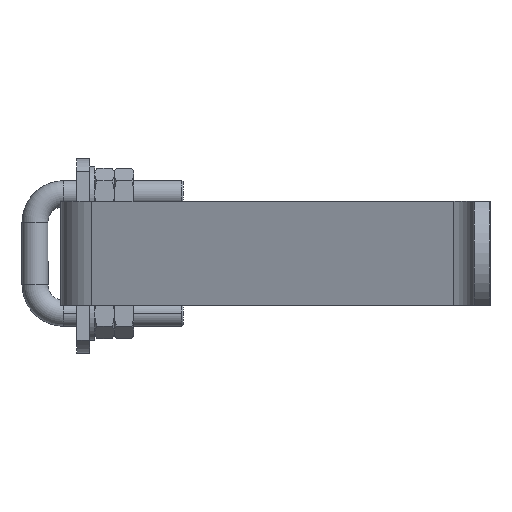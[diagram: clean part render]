
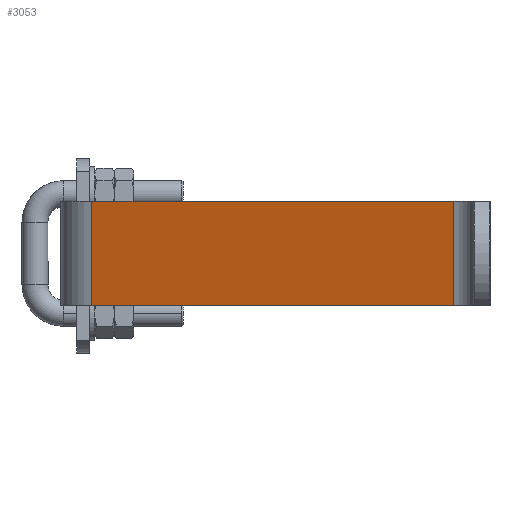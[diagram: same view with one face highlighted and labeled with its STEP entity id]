
A CAD part, left-side view. The second image highlights one B-rep face of the part: STEP entity #3053.
In plain terms, the highlighted planar face has unit normal (-0.941, 0.34, 0).
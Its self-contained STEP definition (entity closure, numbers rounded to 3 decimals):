
#196 = VECTOR ( 'NONE', #215, 1000. ) ;
#197 = CARTESIAN_POINT ( 'NONE',  ( -26.929, -5.884, -20. ) ) ;
#200 = LINE ( 'NONE', #197, #196 ) ;
#205 = CARTESIAN_POINT ( 'NONE',  ( -26.929, -5.884, -20. ) ) ;
#215 = DIRECTION ( 'NONE',  ( -0.34, -0.94, 0. ) ) ;
#326 = CARTESIAN_POINT ( 'NONE',  ( -77.219, -145.078, -20. ) ) ;
#417 = DIRECTION ( 'NONE',  ( -0.34, -0.94, 0. ) ) ;
#418 = VECTOR ( 'NONE', #417, 1000. ) ;
#419 = CARTESIAN_POINT ( 'NONE',  ( -26.929, -5.884, 20. ) ) ;
#420 = LINE ( 'NONE', #419, #418 ) ;
#479 = LINE ( 'NONE', #530, #529 ) ;
#480 = DIRECTION ( 'NONE',  ( 0.34, 0.94, 0. ) ) ;
#481 = DIRECTION ( 'NONE',  ( 0.94, -0.34, 0. ) ) ;
#482 = CARTESIAN_POINT ( 'NONE',  ( -26.929, -5.884, 20. ) ) ;
#483 = AXIS2_PLACEMENT_3D ( 'NONE', #482, #481, #480 ) ;
#484 = PLANE ( 'NONE',  #483 ) ;
#517 = DIRECTION ( 'NONE',  ( 0., 0., 1. ) ) ;
#518 = VECTOR ( 'NONE', #517, 1000. ) ;
#519 = CARTESIAN_POINT ( 'NONE',  ( -77.219, -145.078, 20. ) ) ;
#520 = LINE ( 'NONE', #519, #518 ) ;
#528 = DIRECTION ( 'NONE',  ( 0., 0., 1. ) ) ;
#529 = VECTOR ( 'NONE', #528, 1000. ) ;
#530 = CARTESIAN_POINT ( 'NONE',  ( -26.929, -5.884, 20. ) ) ;
#574 = CARTESIAN_POINT ( 'NONE',  ( -26.929, -5.884, 20. ) ) ;
#598 = FACE_OUTER_BOUND ( 'NONE', #3054, .T. ) ;
#2874 = EDGE_CURVE ( 'NONE', #2880, #2991, #200, .T. ) ;
#2880 = VERTEX_POINT ( 'NONE', #205 ) ;
#2991 = VERTEX_POINT ( 'NONE', #326 ) ;
#3017 = EDGE_CURVE ( 'NONE', #3022, #3188, #420, .T. ) ;
#3022 = VERTEX_POINT ( 'NONE', #574 ) ;
#3029 = ORIENTED_EDGE ( 'NONE', *, *, #2874, .T. ) ;
#3030 = ORIENTED_EDGE ( 'NONE', *, *, #3084, .T. ) ;
#3031 = ORIENTED_EDGE ( 'NONE', *, *, #3017, .F. ) ;
#3053 = ADVANCED_FACE ( 'NONE', ( #598 ), #484, .F. ) ;
#3054 = EDGE_LOOP ( 'NONE', ( #3055, #3029, #3030, #3031 ) ) ;
#3055 = ORIENTED_EDGE ( 'NONE', *, *, #3056, .F. ) ;
#3056 = EDGE_CURVE ( 'NONE', #2880, #3022, #479, .T. ) ;
#3084 = EDGE_CURVE ( 'NONE', #2991, #3188, #520, .T. ) ;
#3188 = VERTEX_POINT ( 'NONE', #4555 ) ;
#4555 = CARTESIAN_POINT ( 'NONE',  ( -77.219, -145.078, 20. ) ) ;
